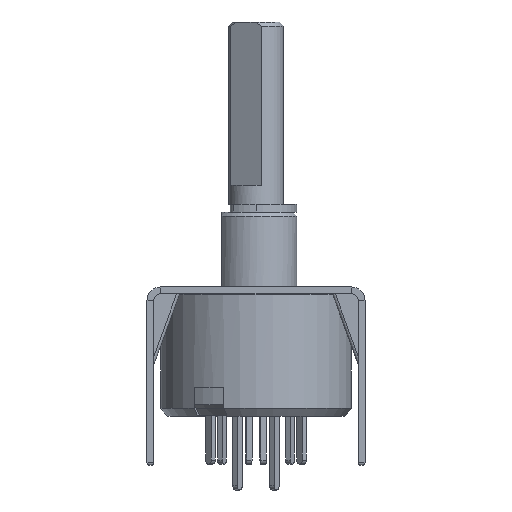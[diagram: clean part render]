
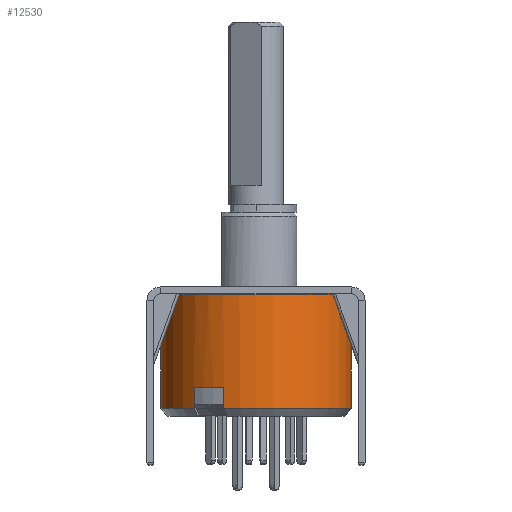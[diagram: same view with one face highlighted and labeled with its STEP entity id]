
A CAD part, front view. The second image highlights one B-rep face of the part: STEP entity #12530.
In plain terms, the highlighted cylindrical face has radius 7 mm (diameter 14 mm), a partial arc.
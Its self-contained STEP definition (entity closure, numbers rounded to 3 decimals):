
#438 = CARTESIAN_POINT ( 'NONE',  ( -4.526, -5.34, -5.9 ) ) ;
#652 = CARTESIAN_POINT ( 'NONE',  ( -7., 0., 0.95 ) ) ;
#802 = DIRECTION ( 'NONE',  ( 1., 0., 0. ) ) ;
#1014 = VECTOR ( 'NONE', #8368, 1000. ) ;
#1048 = CARTESIAN_POINT ( 'NONE',  ( 7., 0., 0.95 ) ) ;
#1242 = AXIS2_PLACEMENT_3D ( 'NONE', #9084, #2129, #9221 ) ;
#1563 = DIRECTION ( 'NONE',  ( 0., 0., -1. ) ) ;
#2048 = AXIS2_PLACEMENT_3D ( 'NONE', #9759, #10724, #9663 ) ;
#2113 = VERTEX_POINT ( 'NONE', #1048 ) ;
#2129 = DIRECTION ( 'NONE',  ( 0., 0., -1. ) ) ;
#2354 = CARTESIAN_POINT ( 'NONE',  ( -2.361, -6.59, -7.4 ) ) ;
#2368 = DIRECTION ( 'NONE',  ( 0., 0., 1. ) ) ;
#2499 = VERTEX_POINT ( 'NONE', #11426 ) ;
#2527 = VECTOR ( 'NONE', #1563, 1000. ) ;
#2647 = AXIS2_PLACEMENT_3D ( 'NONE', #5864, #2729, #802 ) ;
#2682 = CARTESIAN_POINT ( 'NONE',  ( 0., 0., 0.95 ) ) ;
#2686 = CARTESIAN_POINT ( 'NONE',  ( 7., 0., 9. ) ) ;
#2729 = DIRECTION ( 'NONE',  ( 0., 0., -1. ) ) ;
#3146 = AXIS2_PLACEMENT_3D ( 'NONE', #2682, #9660, #3745 ) ;
#3187 = VERTEX_POINT ( 'NONE', #2354 ) ;
#3305 = VERTEX_POINT ( 'NONE', #9528 ) ;
#3745 = DIRECTION ( 'NONE',  ( -1., 0., 0. ) ) ;
#3920 = ORIENTED_EDGE ( 'NONE', *, *, #4225, .T. ) ;
#4016 = VECTOR ( 'NONE', #5911, 1000. ) ;
#4214 = ORIENTED_EDGE ( 'NONE', *, *, #7929, .F. ) ;
#4225 = EDGE_CURVE ( 'NONE', #2499, #3187, #12508, .T. ) ;
#4292 = LINE ( 'NONE', #2686, #2527 ) ;
#4480 = CARTESIAN_POINT ( 'NONE',  ( -4.526, -5.34, 9. ) ) ;
#4485 = VECTOR ( 'NONE', #9389, 1000. ) ;
#4761 = CIRCLE ( 'NONE', #2647, 7. ) ;
#5326 = CIRCLE ( 'NONE', #3146, 7. ) ;
#5449 = CARTESIAN_POINT ( 'NONE',  ( 0., 0., -5.9 ) ) ;
#5864 = CARTESIAN_POINT ( 'NONE',  ( 0., 0., -7.4 ) ) ;
#5901 = FACE_OUTER_BOUND ( 'NONE', #11246, .T. ) ;
#5911 = DIRECTION ( 'NONE',  ( 0., 0., -1. ) ) ;
#5992 = CARTESIAN_POINT ( 'NONE',  ( -7., 0., 9. ) ) ;
#6021 = EDGE_CURVE ( 'NONE', #2113, #9968, #4292, .T. ) ;
#6454 = DIRECTION ( 'NONE',  ( -1., 0., 0. ) ) ;
#6637 = ORIENTED_EDGE ( 'NONE', *, *, #10345, .F. ) ;
#6770 = VERTEX_POINT ( 'NONE', #438 ) ;
#7210 = LINE ( 'NONE', #4480, #1014 ) ;
#7674 = CIRCLE ( 'NONE', #2048, 7. ) ;
#7763 = AXIS2_PLACEMENT_3D ( 'NONE', #5449, #2368, #6454 ) ;
#7927 = ORIENTED_EDGE ( 'NONE', *, *, #11558, .T. ) ;
#7929 = EDGE_CURVE ( 'NONE', #3305, #8385, #4761, .T. ) ;
#8084 = CARTESIAN_POINT ( 'NONE',  ( 7., 0., -7.4 ) ) ;
#8342 = EDGE_CURVE ( 'NONE', #2113, #11027, #5326, .T. ) ;
#8357 = ORIENTED_EDGE ( 'NONE', *, *, #10527, .T. ) ;
#8368 = DIRECTION ( 'NONE',  ( 0., 0., 1. ) ) ;
#8385 = VERTEX_POINT ( 'NONE', #10716 ) ;
#9084 = CARTESIAN_POINT ( 'NONE',  ( 0., 0., 9. ) ) ;
#9221 = DIRECTION ( 'NONE',  ( -1., 0., 0. ) ) ;
#9389 = DIRECTION ( 'NONE',  ( 0., 0., -1. ) ) ;
#9528 = CARTESIAN_POINT ( 'NONE',  ( -4.526, -5.34, -7.4 ) ) ;
#9660 = DIRECTION ( 'NONE',  ( 0., 0., -1. ) ) ;
#9663 = DIRECTION ( 'NONE',  ( 1., 0., 0. ) ) ;
#9759 = CARTESIAN_POINT ( 'NONE',  ( 0., 0., -7.4 ) ) ;
#9968 = VERTEX_POINT ( 'NONE', #8084 ) ;
#9986 = CYLINDRICAL_SURFACE ( 'NONE', #1242, 7. ) ;
#9999 = ORIENTED_EDGE ( 'NONE', *, *, #10166, .T. ) ;
#10166 = EDGE_CURVE ( 'NONE', #6770, #2499, #10967, .T. ) ;
#10345 = EDGE_CURVE ( 'NONE', #9968, #3187, #7674, .T. ) ;
#10527 = EDGE_CURVE ( 'NONE', #11027, #8385, #11757, .T. ) ;
#10716 = CARTESIAN_POINT ( 'NONE',  ( -7., 0., -7.4 ) ) ;
#10724 = DIRECTION ( 'NONE',  ( 0., 0., -1. ) ) ;
#10967 = CIRCLE ( 'NONE', #7763, 7. ) ;
#11027 = VERTEX_POINT ( 'NONE', #652 ) ;
#11246 = EDGE_LOOP ( 'NONE', ( #11684, #12123, #8357, #4214, #7927, #9999, #3920, #6637 ) ) ;
#11426 = CARTESIAN_POINT ( 'NONE',  ( -2.361, -6.59, -5.9 ) ) ;
#11558 = EDGE_CURVE ( 'NONE', #3305, #6770, #7210, .T. ) ;
#11684 = ORIENTED_EDGE ( 'NONE', *, *, #6021, .F. ) ;
#11757 = LINE ( 'NONE', #5992, #4016 ) ;
#12123 = ORIENTED_EDGE ( 'NONE', *, *, #8342, .T. ) ;
#12492 = CARTESIAN_POINT ( 'NONE',  ( -2.361, -6.59, 9. ) ) ;
#12508 = LINE ( 'NONE', #12492, #4485 ) ;
#12530 = ADVANCED_FACE ( 'NONE', ( #5901 ), #9986, .T. ) ;
